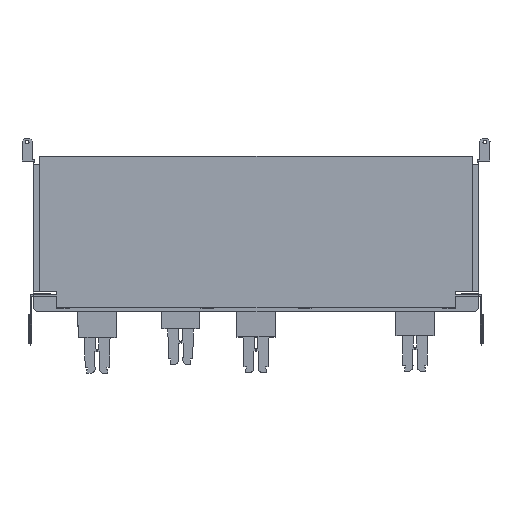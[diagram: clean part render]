
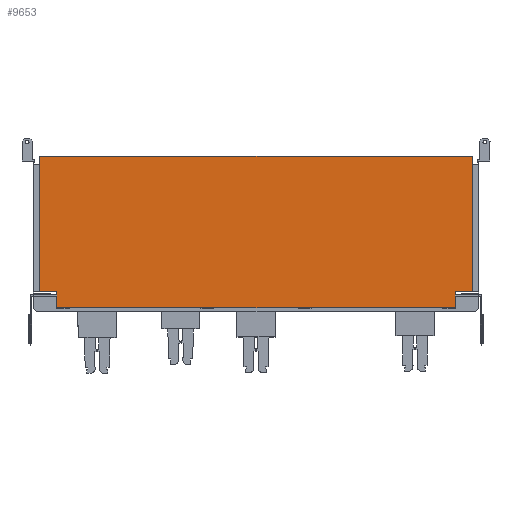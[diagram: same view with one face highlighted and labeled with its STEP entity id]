
A CAD part, front view. The second image highlights one B-rep face of the part: STEP entity #9653.
In plain terms, the highlighted planar face has unit normal (0, -1, 0).
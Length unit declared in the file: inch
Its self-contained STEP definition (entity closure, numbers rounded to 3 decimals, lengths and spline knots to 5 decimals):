
#7923=DIRECTION('',(-1.,0.,0.));
#7924=VECTOR('',#7923,0.7874);
#7925=CARTESIAN_POINT('',(-4.06434,0.,
-15.61174));
#7926=LINE('',#7925,#7924);
#7930=DIRECTION('',(0.,0.,-1.));
#7931=VECTOR('',#7930,0.72835);
#7932=CARTESIAN_POINT('',(-4.85174,0.,
-15.61174));
#7933=LINE('',#7932,#7931);
#7937=DIRECTION('',(0.,0.,1.));
#7938=VECTOR('',#7937,0.72835);
#7939=CARTESIAN_POINT('',(-23.08009,0.,
-16.34008));
#7940=LINE('',#7939,#7938);
#7944=DIRECTION('',(-1.,0.,0.));
#7945=VECTOR('',#7944,0.7874);
#7946=CARTESIAN_POINT('',(-23.08009,0.,
-15.61174));
#7947=LINE('',#7946,#7945);
#7972=DIRECTION('',(0.,0.,1.));
#7973=VECTOR('',#7972,6.20079);
#7974=CARTESIAN_POINT('',(-4.06434,0.,
-15.61174));
#7975=LINE('',#7974,#7973);
#8035=DIRECTION('',(-1.,0.,0.));
#8036=VECTOR('',#8035,19.80315);
#8037=CARTESIAN_POINT('',(-4.06434,0.,
-9.41095));
#8038=LINE('',#8037,#8036);
#8182=DIRECTION('',(0.,0.,-1.));
#8183=VECTOR('',#8182,6.20079);
#8184=CARTESIAN_POINT('',(-23.86749,0.,
-9.41095));
#8185=LINE('',#8184,#8183);
#8238=DIRECTION('',(1.,0.,0.));
#8239=VECTOR('',#8238,18.22835);
#8240=CARTESIAN_POINT('',(-23.08009,0.,
-16.34008));
#8241=LINE('',#8240,#8239);
#9431=CARTESIAN_POINT('',(-4.85174,0.,
-15.61174));
#9432=CARTESIAN_POINT('',(-4.85174,0.,
-16.34009));
#9433=VERTEX_POINT('',#9431);
#9434=VERTEX_POINT('',#9432);
#9435=CARTESIAN_POINT('',(-4.06434,0.,
-15.61174));
#9436=VERTEX_POINT('',#9435);
#9437=CARTESIAN_POINT('',(-23.08009,0.,
-16.34008));
#9438=VERTEX_POINT('',#9437);
#9439=CARTESIAN_POINT('',(-23.08009,0.,
-15.61174));
#9440=VERTEX_POINT('',#9439);
#9441=CARTESIAN_POINT('',(-23.86749,0.,
-15.61174));
#9442=VERTEX_POINT('',#9441);
#9443=CARTESIAN_POINT('',(-23.86749,0.,
-9.41095));
#9444=VERTEX_POINT('',#9443);
#9445=CARTESIAN_POINT('',(-4.06434,0.,
-9.41095));
#9446=VERTEX_POINT('',#9445);
#9631=CARTESIAN_POINT('',(-24.3665,0.,
-16.51725));
#9632=DIRECTION('',(0.,-1.,0.));
#9633=DIRECTION('',(1.,0.,0.));
#9634=AXIS2_PLACEMENT_3D('',#9631,#9632,#9633);
#9635=PLANE('',#9634);
#9637=ORIENTED_EDGE('',*,*,#9636,.T.);
#9638=ORIENTED_EDGE('',*,*,#9620,.T.);
#9640=ORIENTED_EDGE('',*,*,#9639,.F.);
#9642=ORIENTED_EDGE('',*,*,#9641,.T.);
#9644=ORIENTED_EDGE('',*,*,#9643,.T.);
#9646=ORIENTED_EDGE('',*,*,#9645,.F.);
#9648=ORIENTED_EDGE('',*,*,#9647,.F.);
#9650=ORIENTED_EDGE('',*,*,#9649,.F.);
#9651=EDGE_LOOP('',(#9637,#9638,#9640,#9642,#9644,#9646,#9648,#9650));
#9652=FACE_OUTER_BOUND('',#9651,.F.);
#9620=EDGE_CURVE('',#9433,#9434,#7933,.T.);
#9636=EDGE_CURVE('',#9436,#9433,#7926,.T.);
#9639=EDGE_CURVE('',#9438,#9434,#8241,.T.);
#9641=EDGE_CURVE('',#9438,#9440,#7940,.T.);
#9643=EDGE_CURVE('',#9440,#9442,#7947,.T.);
#9645=EDGE_CURVE('',#9444,#9442,#8185,.T.);
#9647=EDGE_CURVE('',#9446,#9444,#8038,.T.);
#9649=EDGE_CURVE('',#9436,#9446,#7975,.T.);
#9653=ADVANCED_FACE('',(#9652),#9635,.T.);
